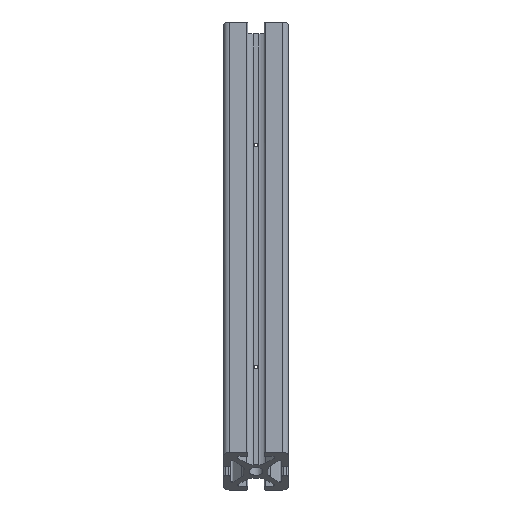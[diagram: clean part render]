
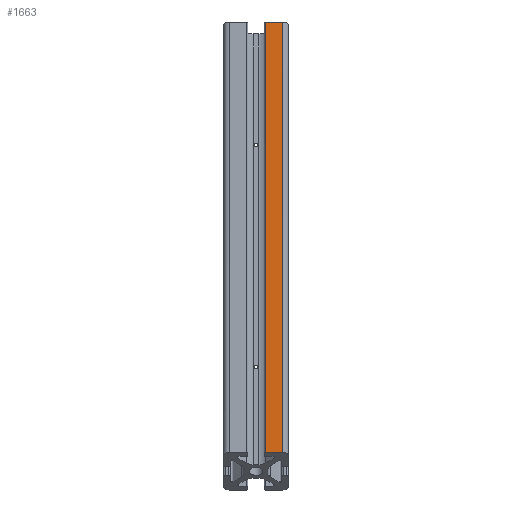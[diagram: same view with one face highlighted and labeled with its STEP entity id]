
A CAD part, left-side view. The second image highlights one B-rep face of the part: STEP entity #1663.
In plain terms, the highlighted planar face has unit normal (-1, 0, 0).
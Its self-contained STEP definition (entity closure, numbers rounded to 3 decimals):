
#107=PLANE('',#1842);
#153=FACE_OUTER_BOUND('',#238,.T.);
#238=EDGE_LOOP('',(#1284,#1285,#1286,#1287));
#354=LINE('',#2760,#509);
#416=LINE('',#3011,#571);
#425=LINE('',#3046,#580);
#426=LINE('',#3047,#581);
#509=VECTOR('',#1964,10.);
#571=VECTOR('',#2154,1000.);
#580=VECTOR('',#2183,1000.);
#581=VECTOR('',#2184,1000.);
#694=VERTEX_POINT('',#2757);
#695=VERTEX_POINT('',#2759);
#819=VERTEX_POINT('',#3008);
#820=VERTEX_POINT('',#3010);
#876=EDGE_CURVE('',#695,#694,#354,.T.);
#1001=EDGE_CURVE('',#820,#819,#416,.T.);
#1019=EDGE_CURVE('',#820,#694,#425,.T.);
#1020=EDGE_CURVE('',#819,#695,#426,.T.);
#1284=ORIENTED_EDGE('',*,*,#876,.T.);
#1285=ORIENTED_EDGE('',*,*,#1019,.F.);
#1286=ORIENTED_EDGE('',*,*,#1001,.T.);
#1287=ORIENTED_EDGE('',*,*,#1020,.T.);
#1663=ADVANCED_FACE('',(#153),#107,.F.);
#1842=AXIS2_PLACEMENT_3D('',#3045,#2181,#2182);
#1964=DIRECTION('',(0.,-1.,0.));
#2154=DIRECTION('',(0.,1.,0.));
#2181=DIRECTION('center_axis',(1.,0.,0.));
#2182=DIRECTION('ref_axis',(0.,-1.,0.));
#2183=DIRECTION('',(0.,0.,-1.));
#2184=DIRECTION('',(0.,0.,-1.));
#2757=CARTESIAN_POINT('',(-10.,-8.25,324.447));
#2759=CARTESIAN_POINT('',(-10.,-3.,324.447));
#2760=CARTESIAN_POINT('',(-10.,-6.5,324.447));
#3008=CARTESIAN_POINT('',(-10.,-3.,457.2));
#3010=CARTESIAN_POINT('',(-10.,-8.25,457.2));
#3011=CARTESIAN_POINT('',(-10.,-3.,457.2));
#3045=CARTESIAN_POINT('Origin',(-10.,-3.,457.2));
#3046=CARTESIAN_POINT('',(-10.,-8.25,457.2));
#3047=CARTESIAN_POINT('',(-10.,-3.,457.2));
